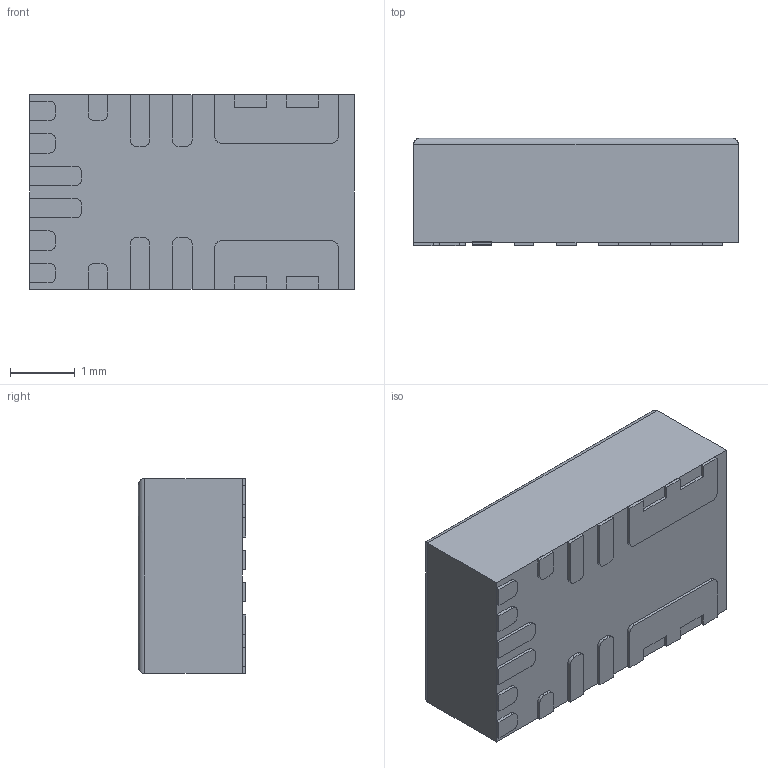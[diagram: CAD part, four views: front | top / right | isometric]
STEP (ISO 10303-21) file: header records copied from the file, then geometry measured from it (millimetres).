
FILE_DESCRIPTION (( 'STEP AP214' ), '1' );
FILE_NAME ('QFN20_3x5.STEP', '2021-05-22T01:41:39', ( 'boksop' ), ( '' ), 'SwSTEP 2.0', 'SolidWorks 2020', '' );
FILE_SCHEMA (( 'AUTOMOTIVE_DESIGN' ));
Length unit declared in the file: millimetre
Products named in the file (5): pin_mid_По умолчанию; pin_large_По умолчанию; pin_small_По умолчанию; QFN20_3x5; body1_По умолчанию
Assembly tree (15 placements, depth 2):
  QFN20_3x5
    pin_large_По умолчанию  x2
    pin_mid_По умолчанию  x6
    pin_small_По умолчанию  x6
    body1_По умолчанию
Bounding box: 5 x 1.65 x 3 mm (x, y, z)
Volume: 24.2 mm3; surface area: 66.2 mm2
Topology: 15 solids, 15 shells, 255 faces, 638 edges, 424 vertices
Faces by surface type: plane 158, bspline 63, cylinder 32, torus 2
Entity records: 9614 total; most frequent: CARTESIAN_POINT 4600, ORIENTED_EDGE 832, DIRECTION 532, EDGE_CURVE 416, VERTEX_POINT 276, LINE 268, VECTOR 268, EDGE_LOOP 170
